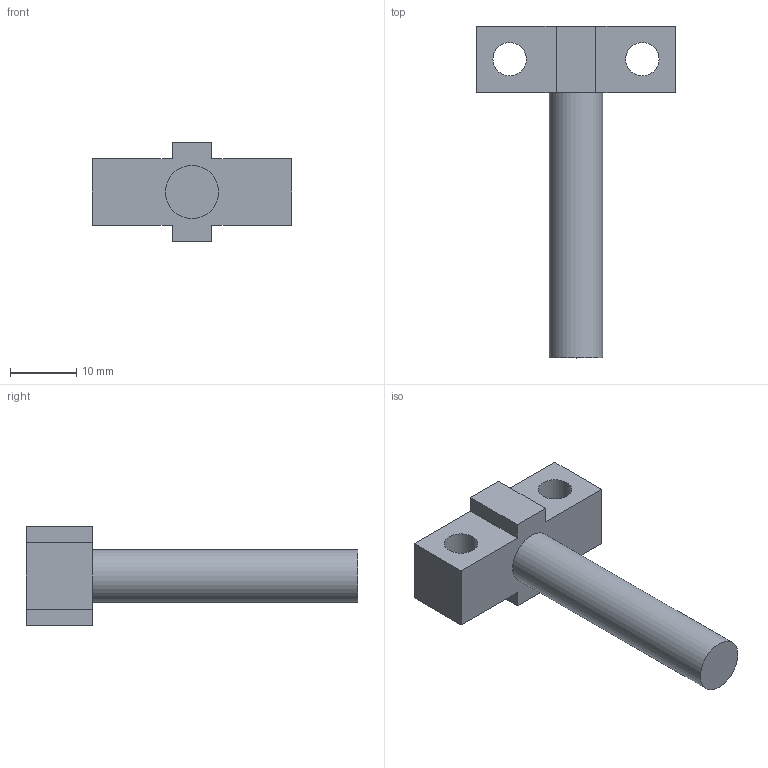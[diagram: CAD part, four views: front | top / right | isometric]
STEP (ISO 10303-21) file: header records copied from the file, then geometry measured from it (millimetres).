
FILE_DESCRIPTION(/* description */ (''),/* implementation_level */ '2;1');
FILE_NAME(/* name */ '2eme piece usiner v1.step',/* time_stamp */ '2020-05-16T10:11:00+02:00',/* author */ (''),/* organization */ (''),/* preprocessor_version */ 'ST-DEVELOPER v18.1',/* originating_system */ 'Autodesk Translation Framework v9.3.0.1241',/* authorisation */ '');
FILE_SCHEMA (('AUTOMOTIVE_DESIGN { 1 0 10303 214 3 1 1 }'));
Length unit declared in the file: millimetre
Products named in the file (1): 2eme piece usiner
Bounding box: 30 x 50 x 15 mm (x, y, z)
Volume: 4912.4 mm3; surface area: 2802 mm2
Topology: 1 solids, 1 shells, 18 faces, 45 edges, 30 vertices
Faces by surface type: plane 15, cylinder 3
Full cylindrical faces by diameter (mm): 5.035 x2, 8 x1
Entity records: 576 total; most frequent: CARTESIAN_POINT 94, ORIENTED_EDGE 90, DIRECTION 89, EDGE_CURVE 45, LINE 39, VECTOR 39, VERTEX_POINT 30, AXIS2_PLACEMENT_3D 25
